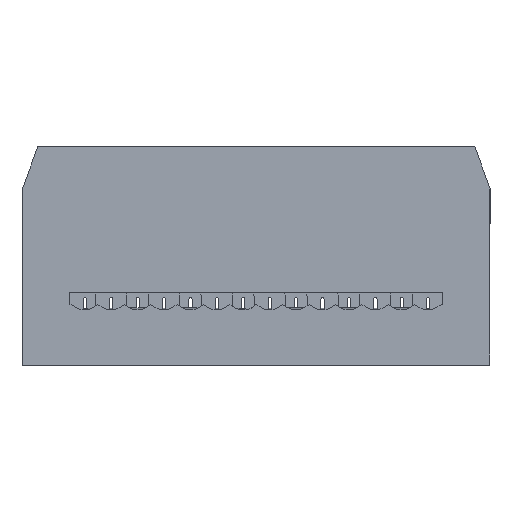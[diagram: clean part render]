
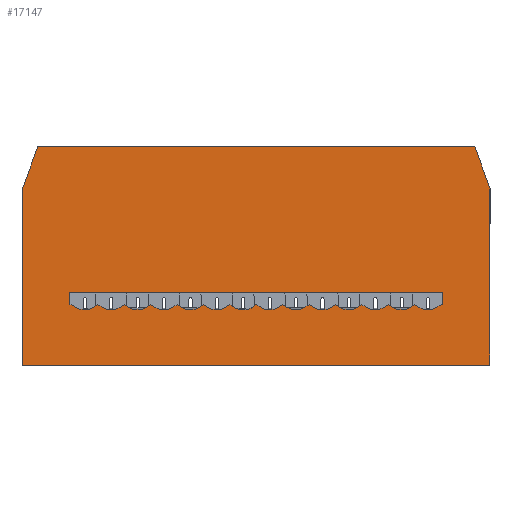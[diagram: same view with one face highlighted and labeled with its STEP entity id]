
A CAD part, top view. The second image highlights one B-rep face of the part: STEP entity #17147.
In plain terms, the highlighted planar face has unit normal (0, 0, 1).
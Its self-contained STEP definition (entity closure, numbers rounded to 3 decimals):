
#4577=CARTESIAN_POINT('',(6.7,6.5,3.5));
#4578=VERTEX_POINT('',#4577);
#4716=CARTESIAN_POINT('',(-14.32,6.5,3.5));
#4717=VERTEX_POINT('',#4716);
#4724=CARTESIAN_POINT('',(-14.32,6.5,3.5));
#4725=DIRECTION('',(1.,0.,0.));
#4726=VECTOR('',#4725,21.02);
#4727=LINE('',#4724,#4726);
#4728=EDGE_CURVE('',#4717,#4578,#4727,.T.);
#5302=CARTESIAN_POINT('',(7.43,4.5,3.5));
#5303=VERTEX_POINT('',#5302);
#5310=CARTESIAN_POINT('',(7.43,-4.,3.5));
#5311=VERTEX_POINT('',#5310);
#5312=CARTESIAN_POINT('',(7.43,-4.,3.5));
#5313=DIRECTION('',(0.,1.,0.));
#5314=VECTOR('',#5313,8.5);
#5315=LINE('',#5312,#5314);
#5316=EDGE_CURVE('',#5311,#5303,#5315,.T.);
#5461=CARTESIAN_POINT('',(-15.05,4.5,3.5));
#5462=VERTEX_POINT('',#5461);
#5469=CARTESIAN_POINT('',(-14.32,6.5,3.5));
#5470=DIRECTION('',(-0.343,-0.939,0.));
#5471=VECTOR('',#5470,2.129);
#5472=LINE('',#5469,#5471);
#5473=EDGE_CURVE('',#4717,#5462,#5472,.T.);
#5491=CARTESIAN_POINT('',(7.43,4.5,3.5));
#5492=DIRECTION('',(-0.343,0.939,0.));
#5493=VECTOR('',#5492,2.129);
#5494=LINE('',#5491,#5493);
#5495=EDGE_CURVE('',#5303,#4578,#5494,.T.);
#6701=CARTESIAN_POINT('',(-15.05,-4.,3.5));
#6702=VERTEX_POINT('',#6701);
#6709=CARTESIAN_POINT('',(-15.05,-4.,3.5));
#6710=DIRECTION('',(0.,1.,0.));
#6711=VECTOR('',#6710,8.5);
#6712=LINE('',#6709,#6711);
#6713=EDGE_CURVE('',#6702,#5462,#6712,.T.);
#13414=CARTESIAN_POINT('',(5.155,-0.5,3.5));
#13415=VERTEX_POINT('',#13414);
#13422=CARTESIAN_POINT('',(-12.775,-0.5,3.5));
#13423=VERTEX_POINT('',#13422);
#13424=CARTESIAN_POINT('',(5.155,-0.5,3.5));
#13425=DIRECTION('',(-1.,0.,0.));
#13426=VECTOR('',#13425,17.93);
#13427=LINE('',#13424,#13426);
#13428=EDGE_CURVE('',#13415,#13423,#13427,.T.);
#16961=CARTESIAN_POINT('',(-3.81,1.25,3.5));
#16962=DIRECTION('',(-1.,0.,0.));
#16963=DIRECTION('',(0.,0.,1.));
#16964=AXIS2_PLACEMENT_3D('',#16961,#16963,#16962);
#16965=PLANE('',#16964);
#16966=CARTESIAN_POINT('',(-15.05,-4.,3.5));
#16967=DIRECTION('',(1.,0.,0.));
#16968=VECTOR('',#16967,22.48);
#16969=LINE('',#16966,#16968);
#16970=EDGE_CURVE('',#6702,#5311,#16969,.T.);
#16971=ORIENTED_EDGE('',*,*,#16970,.T.);
#16972=ORIENTED_EDGE('',*,*,#5316,.T.);
#16973=ORIENTED_EDGE('',*,*,#5495,.T.);
#16974=ORIENTED_EDGE('',*,*,#4728,.F.);
#16975=ORIENTED_EDGE('',*,*,#5473,.T.);
#16976=ORIENTED_EDGE('',*,*,#6713,.F.);
#16977=EDGE_LOOP('',(#16971,#16972,#16973,#16974,#16975,#16976));
#16978=FACE_OUTER_BOUND('',#16977,.T.);
#16979=ORIENTED_EDGE('',*,*,#13428,.F.);
#16980=CARTESIAN_POINT('',(5.155,-1.1,3.5));
#16981=VERTEX_POINT('',#16980);
#16982=CARTESIAN_POINT('',(5.155,-0.5,3.5));
#16983=DIRECTION('',(0.,-1.,0.));
#16984=VECTOR('',#16983,0.6);
#16985=LINE('',#16982,#16984);
#16986=EDGE_CURVE('',#13415,#16981,#16985,.T.);
#16987=ORIENTED_EDGE('',*,*,#16986,.T.);
#16988=CARTESIAN_POINT('',(5.08,-1.1,3.5));
#16989=VERTEX_POINT('',#16988);
#16990=CARTESIAN_POINT('',(5.155,-1.1,3.5));
#16991=DIRECTION('',(-1.,0.,0.));
#16992=VECTOR('',#16991,0.075);
#16993=LINE('',#16990,#16992);
#16994=EDGE_CURVE('',#16981,#16989,#16993,.T.);
#16995=ORIENTED_EDGE('',*,*,#16994,.T.);
#16996=CARTESIAN_POINT('',(3.81,-1.1,3.5));
#16997=VERTEX_POINT('',#16996);
#16998=CARTESIAN_POINT('',(4.445,-0.419,3.5));
#16999=DIRECTION('',(0.682,-0.732,0.));
#17000=DIRECTION('',(0.,0.,-1.));
#17001=AXIS2_PLACEMENT_3D('',#16998,#17000,#16999);
#17002=CIRCLE('',#17001,0.931);
#17003=EDGE_CURVE('',#16989,#16997,#17002,.T.);
#17004=ORIENTED_EDGE('',*,*,#17003,.T.);
#17005=CARTESIAN_POINT('',(2.54,-1.1,3.5));
#17006=VERTEX_POINT('',#17005);
#17007=CARTESIAN_POINT('',(3.175,-0.419,3.5));
#17008=DIRECTION('',(0.682,-0.732,0.));
#17009=DIRECTION('',(0.,0.,-1.));
#17010=AXIS2_PLACEMENT_3D('',#17007,#17009,#17008);
#17011=CIRCLE('',#17010,0.931);
#17012=EDGE_CURVE('',#16997,#17006,#17011,.T.);
#17013=ORIENTED_EDGE('',*,*,#17012,.T.);
#17014=CARTESIAN_POINT('',(1.27,-1.1,3.5));
#17015=VERTEX_POINT('',#17014);
#17016=CARTESIAN_POINT('',(1.905,-0.419,3.5));
#17017=DIRECTION('',(0.682,-0.732,0.));
#17018=DIRECTION('',(0.,0.,-1.));
#17019=AXIS2_PLACEMENT_3D('',#17016,#17018,#17017);
#17020=CIRCLE('',#17019,0.931);
#17021=EDGE_CURVE('',#17006,#17015,#17020,.T.);
#17022=ORIENTED_EDGE('',*,*,#17021,.T.);
#17023=CARTESIAN_POINT('',(0.,-1.1,3.5));
#17024=VERTEX_POINT('',#17023);
#17025=CARTESIAN_POINT('',(0.635,-0.419,3.5));
#17026=DIRECTION('',(0.682,-0.732,0.));
#17027=DIRECTION('',(0.,0.,-1.));
#17028=AXIS2_PLACEMENT_3D('',#17025,#17027,#17026);
#17029=CIRCLE('',#17028,0.931);
#17030=EDGE_CURVE('',#17015,#17024,#17029,.T.);
#17031=ORIENTED_EDGE('',*,*,#17030,.T.);
#17032=CARTESIAN_POINT('',(-1.27,-1.1,3.5));
#17033=VERTEX_POINT('',#17032);
#17034=CARTESIAN_POINT('',(-0.635,-0.419,3.5));
#17035=DIRECTION('',(0.682,-0.732,0.));
#17036=DIRECTION('',(0.,0.,-1.));
#17037=AXIS2_PLACEMENT_3D('',#17034,#17036,#17035);
#17038=CIRCLE('',#17037,0.931);
#17039=EDGE_CURVE('',#17024,#17033,#17038,.T.);
#17040=ORIENTED_EDGE('',*,*,#17039,.T.);
#17041=CARTESIAN_POINT('',(-2.54,-1.1,3.5));
#17042=VERTEX_POINT('',#17041);
#17043=CARTESIAN_POINT('',(-1.905,-0.419,3.5));
#17044=DIRECTION('',(0.682,-0.732,0.));
#17045=DIRECTION('',(0.,0.,-1.));
#17046=AXIS2_PLACEMENT_3D('',#17043,#17045,#17044);
#17047=CIRCLE('',#17046,0.931);
#17048=EDGE_CURVE('',#17033,#17042,#17047,.T.);
#17049=ORIENTED_EDGE('',*,*,#17048,.T.);
#17050=CARTESIAN_POINT('',(-3.831,-1.08,3.5));
#17051=VERTEX_POINT('',#17050);
#17052=CARTESIAN_POINT('',(-3.175,-0.419,3.5));
#17053=DIRECTION('',(-0.704,-0.71,0.));
#17054=DIRECTION('',(-0.,0.,1.));
#17055=AXIS2_PLACEMENT_3D('',#17052,#17054,#17053);
#17056=CIRCLE('',#17055,0.931);
#17057=EDGE_CURVE('',#17051,#17042,#17056,.T.);
#17058=ORIENTED_EDGE('',*,*,#17057,.F.);
#17059=CARTESIAN_POINT('',(-4.199,-1.317,3.5));
#17060=VERTEX_POINT('',#17059);
#17061=CARTESIAN_POINT('',(-4.465,-0.5,3.5));
#17062=DIRECTION('',(0.31,-0.951,0.));
#17063=DIRECTION('',(0.,0.,1.));
#17064=AXIS2_PLACEMENT_3D('',#17061,#17063,#17062);
#17065=CIRCLE('',#17064,0.859);
#17066=EDGE_CURVE('',#17060,#17051,#17065,.T.);
#17067=ORIENTED_EDGE('',*,*,#17066,.F.);
#17068=CARTESIAN_POINT('',(-5.08,-1.1,3.5));
#17069=VERTEX_POINT('',#17068);
#17070=CARTESIAN_POINT('',(-4.445,-0.419,3.5));
#17071=DIRECTION('',(0.264,-0.965,0.));
#17072=DIRECTION('',(0.,0.,-1.));
#17073=AXIS2_PLACEMENT_3D('',#17070,#17072,#17071);
#17074=CIRCLE('',#17073,0.931);
#17075=EDGE_CURVE('',#17060,#17069,#17074,.T.);
#17076=ORIENTED_EDGE('',*,*,#17075,.T.);
#17077=CARTESIAN_POINT('',(-6.35,-1.1,3.5));
#17078=VERTEX_POINT('',#17077);
#17079=CARTESIAN_POINT('',(-5.715,-0.419,3.5));
#17080=DIRECTION('',(-0.682,-0.732,0.));
#17081=DIRECTION('',(-0.,0.,1.));
#17082=AXIS2_PLACEMENT_3D('',#17079,#17081,#17080);
#17083=CIRCLE('',#17082,0.931);
#17084=EDGE_CURVE('',#17078,#17069,#17083,.T.);
#17085=ORIENTED_EDGE('',*,*,#17084,.F.);
#17086=CARTESIAN_POINT('',(-7.62,-1.1,3.5));
#17087=VERTEX_POINT('',#17086);
#17088=CARTESIAN_POINT('',(-6.985,-0.419,3.5));
#17089=DIRECTION('',(-0.682,-0.732,0.));
#17090=DIRECTION('',(0.,-0.,1.));
#17091=AXIS2_PLACEMENT_3D('',#17088,#17090,#17089);
#17092=CIRCLE('',#17091,0.931);
#17093=EDGE_CURVE('',#17087,#17078,#17092,.T.);
#17094=ORIENTED_EDGE('',*,*,#17093,.F.);
#17095=CARTESIAN_POINT('',(-8.89,-1.1,3.5));
#17096=VERTEX_POINT('',#17095);
#17097=CARTESIAN_POINT('',(-8.255,-0.419,3.5));
#17098=DIRECTION('',(-0.682,-0.732,0.));
#17099=DIRECTION('',(0.,0.,1.));
#17100=AXIS2_PLACEMENT_3D('',#17097,#17099,#17098);
#17101=CIRCLE('',#17100,0.931);
#17102=EDGE_CURVE('',#17096,#17087,#17101,.T.);
#17103=ORIENTED_EDGE('',*,*,#17102,.F.);
#17104=CARTESIAN_POINT('',(-10.16,-1.1,3.5));
#17105=VERTEX_POINT('',#17104);
#17106=CARTESIAN_POINT('',(-9.525,-0.419,3.5));
#17107=DIRECTION('',(-0.682,-0.732,0.));
#17108=DIRECTION('',(0.,0.,1.));
#17109=AXIS2_PLACEMENT_3D('',#17106,#17108,#17107);
#17110=CIRCLE('',#17109,0.931);
#17111=EDGE_CURVE('',#17105,#17096,#17110,.T.);
#17112=ORIENTED_EDGE('',*,*,#17111,.F.);
#17113=CARTESIAN_POINT('',(-11.43,-1.1,3.5));
#17114=VERTEX_POINT('',#17113);
#17115=CARTESIAN_POINT('',(-10.795,-0.419,3.5));
#17116=DIRECTION('',(-0.682,-0.732,0.));
#17117=DIRECTION('',(0.,-0.,1.));
#17118=AXIS2_PLACEMENT_3D('',#17115,#17117,#17116);
#17119=CIRCLE('',#17118,0.931);
#17120=EDGE_CURVE('',#17114,#17105,#17119,.T.);
#17121=ORIENTED_EDGE('',*,*,#17120,.F.);
#17122=CARTESIAN_POINT('',(-12.7,-1.1,3.5));
#17123=VERTEX_POINT('',#17122);
#17124=CARTESIAN_POINT('',(-12.065,-0.419,3.5));
#17125=DIRECTION('',(-0.682,-0.732,0.));
#17126=DIRECTION('',(0.,0.,1.));
#17127=AXIS2_PLACEMENT_3D('',#17124,#17126,#17125);
#17128=CIRCLE('',#17127,0.931);
#17129=EDGE_CURVE('',#17123,#17114,#17128,.T.);
#17130=ORIENTED_EDGE('',*,*,#17129,.F.);
#17131=CARTESIAN_POINT('',(-12.775,-1.1,3.5));
#17132=VERTEX_POINT('',#17131);
#17133=CARTESIAN_POINT('',(-12.775,-1.1,3.5));
#17134=DIRECTION('',(1.,0.,0.));
#17135=VECTOR('',#17134,0.075);
#17136=LINE('',#17133,#17135);
#17137=EDGE_CURVE('',#17132,#17123,#17136,.T.);
#17138=ORIENTED_EDGE('',*,*,#17137,.F.);
#17139=CARTESIAN_POINT('',(-12.775,-0.5,3.5));
#17140=DIRECTION('',(0.,-1.,0.));
#17141=VECTOR('',#17140,0.6);
#17142=LINE('',#17139,#17141);
#17143=EDGE_CURVE('',#13423,#17132,#17142,.T.);
#17144=ORIENTED_EDGE('',*,*,#17143,.F.);
#17145=EDGE_LOOP('',(#16979,#16987,#16995,#17004,#17013,#17022,#17031,#17040,#17049,#17058,#17067,#17076,#17085,#17094,#17103,#17112,#17121,#17130,#17138,#17144));
#17146=FACE_BOUND('',#17145,.T.);
#17147=ADVANCED_FACE('',(#16978,#17146),#16965,.T.);
